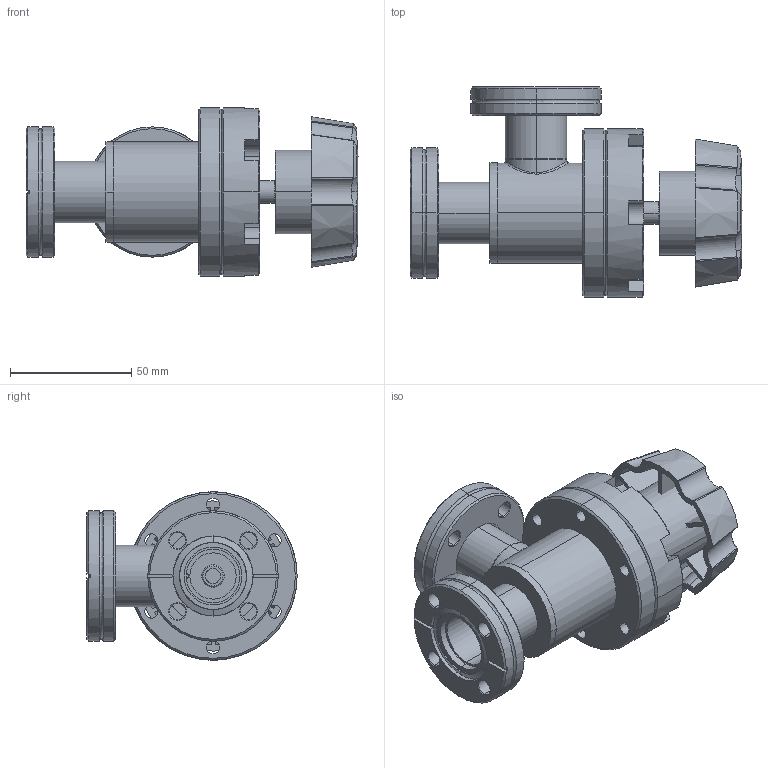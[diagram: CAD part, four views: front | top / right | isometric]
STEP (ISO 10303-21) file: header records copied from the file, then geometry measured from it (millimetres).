
FILE_DESCRIPTION (( 'STEP AP214' ), '1' );
FILE_NAME ('MA-100-H-CF_MANUAL_ANGLE_VALVE.STEP', '2020-05-15T08:46:08', ( 'admin' ), ( 'Microsoft' ), 'SwSTEP 2.0', 'SolidWorks 2016', '' );
FILE_SCHEMA (( 'AUTOMOTIVE_DESIGN' ));
Length unit declared in the file: inch
Products named in the file (1): MA-100-H-CF_MANUAL_ANGLE_VALVE
Bounding box: 136.84 x 86.66 x 69.34 mm (x, y, z)
Volume: 165574.8 mm3; surface area: 89091.4 mm2
Topology: 14 solids, 14 shells, 444 faces, 1114 edges, 715 vertices
Faces by surface type: cylinder 173, cone 127, plane 117, bspline 26, sphere 1
Entity records: 16077 total; most frequent: CARTESIAN_POINT 5260, ORIENTED_EDGE 2228, DIRECTION 2205, EDGE_CURVE 1114, AXIS2_PLACEMENT_3D 897, VERTEX_POINT 715, EDGE_LOOP 527, CIRCLE 478
